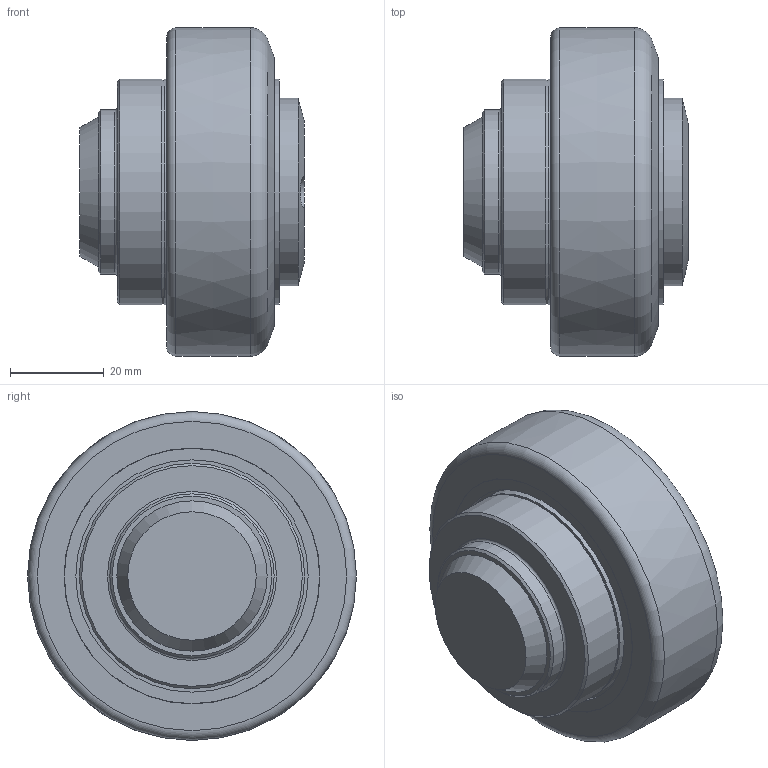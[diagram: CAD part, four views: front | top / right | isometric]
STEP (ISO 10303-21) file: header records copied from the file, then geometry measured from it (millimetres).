
FILE_DESCRIPTION(/* description */ ('-','CAx-IF Rec.Pracs.---Representation and Presentation of Product Manufacturing Information (PMI)---4.0---2014-10-13'),/* implementation_level */ '2;1');
FILE_NAME(/* name */ '63c1457e-9843-4c97-9307-abb66919f897.stp',/* time_stamp */ '2020-06-23T16:02:07+02:00',/* author */ ('-'),/* organization */ ('NTI CADcenter A/S'),/* preprocessor_version */ 'ST-DEVELOPER v18',/* originating_system */ 'Autodesk Inventor 2020',/* authorisation */ '-');
FILE_SCHEMA (('AP242_MANAGED_MODEL_BASED_3D_ENGINEERING_MIM_LF { 1 0 10303 442 1 1 4 }'));
Length unit declared in the file: millimetre
Products named in the file (1): HTR070.0360_Kontur
Bounding box: 47.85 x 70.09 x 70.1 mm (x, y, z)
Volume: 105943 mm3; surface area: 26160.8 mm2
Topology: 2 solids, 2 shells, 77 faces, 206 edges, 150 vertices
Faces by surface type: plane 38, cylinder 23, cone 8, torus 7, bspline 1
Full cylindrical faces by diameter (mm): 3 x2, 6 x2, 6.5 x2, 35 x1, 40 x1, 41 x1, 42 x1, 48 x4, 49.5 x2, 52 x2, 53 x2, 54.4 x2, 57.9 x1
Entity records: 2857 total; most frequent: CARTESIAN_POINT 639, DIRECTION 470, ORIENTED_EDGE 412, EDGE_CURVE 206, AXIS2_PLACEMENT_3D 201, VERTEX_POINT 150, CIRCLE 124, EDGE_LOOP 100
